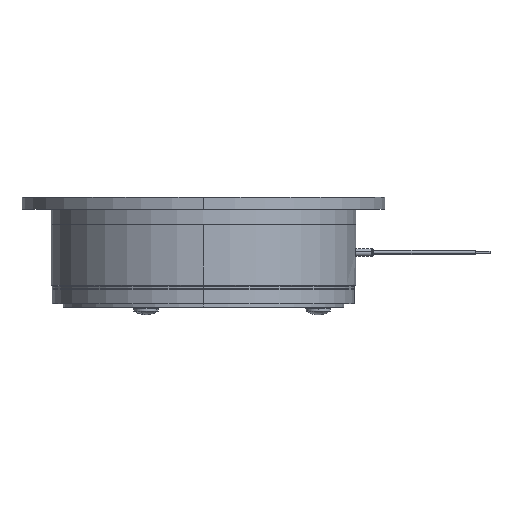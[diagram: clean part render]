
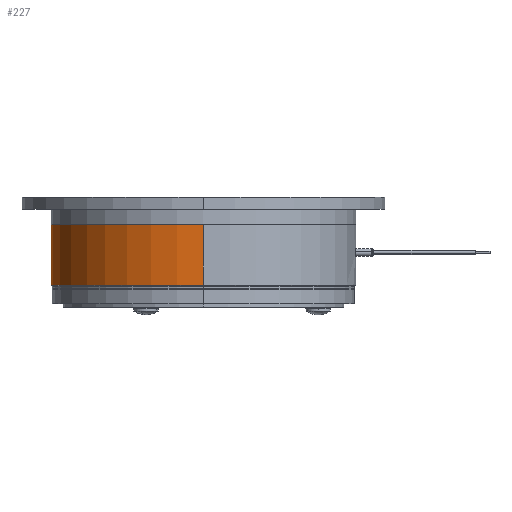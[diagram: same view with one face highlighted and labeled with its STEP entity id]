
A CAD part, left-side view. The second image highlights one B-rep face of the part: STEP entity #227.
In plain terms, the highlighted cylindrical face has radius 63 mm (diameter 126 mm), a partial arc.
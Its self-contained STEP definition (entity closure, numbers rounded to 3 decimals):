
#53 = VERTEX_POINT ( 'NONE', #3721 ) ;
#214 = DIRECTION ( 'NONE',  ( 0., 0., 1. ) ) ;
#227 = ADVANCED_FACE ( 'NONE', ( #8241 ), #1450, .T. ) ;
#297 = EDGE_CURVE ( 'NONE', #6874, #53, #2131, .T. ) ;
#593 = EDGE_CURVE ( 'NONE', #6874, #1148, #2896, .T. ) ;
#613 = EDGE_LOOP ( 'NONE', ( #2695, #956, #3931, #9416 ) ) ;
#956 = ORIENTED_EDGE ( 'NONE', *, *, #6700, .T. ) ;
#1148 = VERTEX_POINT ( 'NONE', #6593 ) ;
#1349 = AXIS2_PLACEMENT_3D ( 'NONE', #4086, #214, #4010 ) ;
#1450 = CYLINDRICAL_SURFACE ( 'NONE', #5777, 63. ) ;
#1702 = DIRECTION ( 'NONE',  ( 0., 0., 1. ) ) ;
#1763 = VECTOR ( 'NONE', #1881, 1000. ) ;
#1881 = DIRECTION ( 'NONE',  ( 0., 0., 1. ) ) ;
#2131 = CIRCLE ( 'NONE', #7671, 63. ) ;
#2547 = CARTESIAN_POINT ( 'NONE',  ( 0., 0., -9.299 ) ) ;
#2691 = CARTESIAN_POINT ( 'NONE',  ( -63., 0., -9.299 ) ) ;
#2695 = ORIENTED_EDGE ( 'NONE', *, *, #297, .T. ) ;
#2896 = LINE ( 'NONE', #9137, #8477 ) ;
#3149 = DIRECTION ( 'NONE',  ( 0., 0., 1. ) ) ;
#3626 = DIRECTION ( 'NONE',  ( 0., 0., 1. ) ) ;
#3721 = CARTESIAN_POINT ( 'NONE',  ( -63., 0., -36.4 ) ) ;
#3931 = ORIENTED_EDGE ( 'NONE', *, *, #4561, .F. ) ;
#4010 = DIRECTION ( 'NONE',  ( 1., 0., 0. ) ) ;
#4086 = CARTESIAN_POINT ( 'NONE',  ( 0., 0., -11.4 ) ) ;
#4561 = EDGE_CURVE ( 'NONE', #1148, #5107, #4828, .T. ) ;
#4828 = CIRCLE ( 'NONE', #1349, 63. ) ;
#5107 = VERTEX_POINT ( 'NONE', #8672 ) ;
#5704 = CARTESIAN_POINT ( 'NONE',  ( 63., 0., -36.4 ) ) ;
#5777 = AXIS2_PLACEMENT_3D ( 'NONE', #2547, #1702, #7889 ) ;
#6593 = CARTESIAN_POINT ( 'NONE',  ( 63., 0., -11.4 ) ) ;
#6700 = EDGE_CURVE ( 'NONE', #53, #5107, #8837, .T. ) ;
#6874 = VERTEX_POINT ( 'NONE', #5704 ) ;
#7671 = AXIS2_PLACEMENT_3D ( 'NONE', #8638, #3149, #8440 ) ;
#7889 = DIRECTION ( 'NONE',  ( 1., 0., 0. ) ) ;
#8241 = FACE_OUTER_BOUND ( 'NONE', #613, .T. ) ;
#8440 = DIRECTION ( 'NONE',  ( 1., 0., 0. ) ) ;
#8477 = VECTOR ( 'NONE', #3626, 1000. ) ;
#8638 = CARTESIAN_POINT ( 'NONE',  ( 0., 0., -36.4 ) ) ;
#8672 = CARTESIAN_POINT ( 'NONE',  ( -63., 0., -11.4 ) ) ;
#8837 = LINE ( 'NONE', #2691, #1763 ) ;
#9137 = CARTESIAN_POINT ( 'NONE',  ( 63., 0., -9.299 ) ) ;
#9416 = ORIENTED_EDGE ( 'NONE', *, *, #593, .F. ) ;
